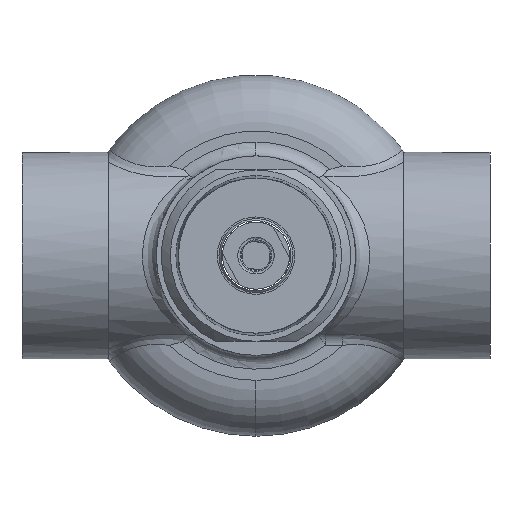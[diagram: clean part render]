
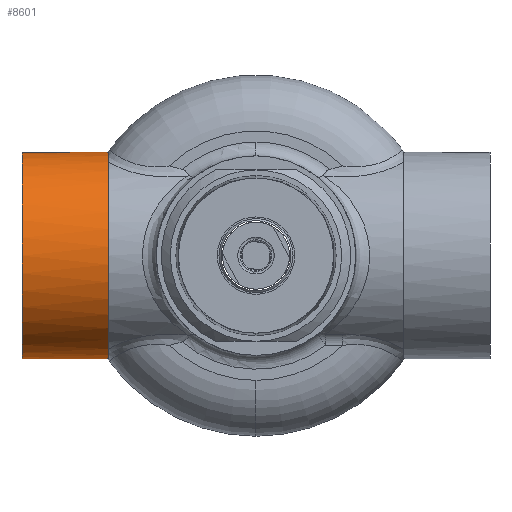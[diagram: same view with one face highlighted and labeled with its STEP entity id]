
A CAD part, front view. The second image highlights one B-rep face of the part: STEP entity #8601.
In plain terms, the highlighted cylindrical face has radius 38.1 mm (diameter 76.2 mm), a partial arc.
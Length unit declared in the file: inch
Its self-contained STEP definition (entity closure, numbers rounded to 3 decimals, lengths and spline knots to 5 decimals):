
#286 = VERTEX_POINT ( 'NONE', #8506 ) ;
#408 = CARTESIAN_POINT ( 'NONE',  ( -7.0762, -3.9397, -1.49778 ) ) ;
#760 = DIRECTION ( 'NONE',  ( 1., 0., 0. ) ) ;
#878 = ORIENTED_EDGE ( 'NONE', *, *, #2595, .T. ) ;
#906 = VERTEX_POINT ( 'NONE', #9033 ) ;
#919 = AXIS2_PLACEMENT_3D ( 'NONE', #10702, #8826, #5214 ) ;
#1015 = CIRCLE ( 'NONE', #11230, 1.5 ) ;
#1364 = EDGE_CURVE ( 'NONE', #4597, #9930, #6580, .T. ) ;
#1399 = ORIENTED_EDGE ( 'NONE', *, *, #4189, .T. ) ;
#1596 = CARTESIAN_POINT ( 'NONE',  ( -7.06895, -3.98687, 1.49331 ) ) ;
#2272 = VECTOR ( 'NONE', #10396, 39.37008 ) ;
#2534 = CYLINDRICAL_SURFACE ( 'NONE', #7374, 1.5 ) ;
#2595 = EDGE_CURVE ( 'NONE', #9930, #286, #7742, .T. ) ;
#3294 = CARTESIAN_POINT ( 'NONE',  ( -7.07972, -3.84537, 1.5 ) ) ;
#3703 = B_SPLINE_CURVE_WITH_KNOTS ( 'NONE', 3,
 ( #7762, #5282, #5222, #11562 ),
 .UNSPECIFIED., .F., .F.,
 ( 4, 4 ),
 ( 0., 0.00359 ),
 .UNSPECIFIED. ) ;
#3730 = VERTEX_POINT ( 'NONE', #1596 ) ;
#4189 = EDGE_CURVE ( 'NONE', #286, #906, #10646, .T. ) ;
#4597 = VERTEX_POINT ( 'NONE', #7315 ) ;
#4923 = CARTESIAN_POINT ( 'NONE',  ( -8.31895, -3.84537, 1.5 ) ) ;
#4997 = FACE_OUTER_BOUND ( 'NONE', #9074, .T. ) ;
#5058 = CARTESIAN_POINT ( 'NONE',  ( -7.07972, -3.84537, -1.5 ) ) ;
#5075 = VECTOR ( 'NONE', #8201, 39.37008 ) ;
#5214 = DIRECTION ( 'NONE',  ( 0., 0., -1. ) ) ;
#5222 = CARTESIAN_POINT ( 'NONE',  ( -7.07972, -3.89254, 1.5 ) ) ;
#5282 = CARTESIAN_POINT ( 'NONE',  ( -7.0762, -3.9397, 1.49778 ) ) ;
#5959 = EDGE_CURVE ( 'NONE', #4597, #8864, #11609, .T. ) ;
#6114 = ORIENTED_EDGE ( 'NONE', *, *, #5959, .F. ) ;
#6194 = CARTESIAN_POINT ( 'NONE',  ( -7.06895, -3.84537, 0. ) ) ;
#6489 = DIRECTION ( 'NONE',  ( 1., 0., 0. ) ) ;
#6580 = CIRCLE ( 'NONE', #919, 1.5 ) ;
#6704 = ORIENTED_EDGE ( 'NONE', *, *, #9578, .T. ) ;
#6964 = CARTESIAN_POINT ( 'NONE',  ( -7.06895, -3.98687, -1.49331 ) ) ;
#7068 = DIRECTION ( 'NONE',  ( 0., 0., -1. ) ) ;
#7277 = CARTESIAN_POINT ( 'NONE',  ( -7.07972, -3.89254, -1.5 ) ) ;
#7315 = CARTESIAN_POINT ( 'NONE',  ( -8.31895, -3.84537, 1.5 ) ) ;
#7374 = AXIS2_PLACEMENT_3D ( 'NONE', #8499, #6489, #9991 ) ;
#7742 = LINE ( 'NONE', #9043, #5075 ) ;
#7762 = CARTESIAN_POINT ( 'NONE',  ( -7.06895, -3.98687, 1.49331 ) ) ;
#8035 = CARTESIAN_POINT ( 'NONE',  ( -8.31895, -3.84537, -1.5 ) ) ;
#8201 = DIRECTION ( 'NONE',  ( 1., 0., 0. ) ) ;
#8499 = CARTESIAN_POINT ( 'NONE',  ( -8.31895, -3.84537, 0. ) ) ;
#8506 = CARTESIAN_POINT ( 'NONE',  ( -7.07972, -3.84537, -1.5 ) ) ;
#8601 = ADVANCED_FACE ( 'NONE', ( #4997 ), #2534, .T. ) ;
#8794 = ORIENTED_EDGE ( 'NONE', *, *, #11376, .F. ) ;
#8826 = DIRECTION ( 'NONE',  ( 1., 0., 0. ) ) ;
#8864 = VERTEX_POINT ( 'NONE', #3294 ) ;
#9033 = CARTESIAN_POINT ( 'NONE',  ( -7.06895, -3.98687, -1.49331 ) ) ;
#9043 = CARTESIAN_POINT ( 'NONE',  ( -8.31895, -3.84537, -1.5 ) ) ;
#9074 = EDGE_LOOP ( 'NONE', ( #6114, #10953, #878, #1399, #8794, #6704 ) ) ;
#9578 = EDGE_CURVE ( 'NONE', #3730, #8864, #3703, .T. ) ;
#9930 = VERTEX_POINT ( 'NONE', #8035 ) ;
#9991 = DIRECTION ( 'NONE',  ( 0., 0., -1. ) ) ;
#10396 = DIRECTION ( 'NONE',  ( 1., 0., 0. ) ) ;
#10646 = B_SPLINE_CURVE_WITH_KNOTS ( 'NONE', 3,
 ( #5058, #7277, #408, #6964 ),
 .UNSPECIFIED., .F., .F.,
 ( 4, 4 ),
 ( 0.00359, 0.00719 ),
 .UNSPECIFIED. ) ;
#10702 = CARTESIAN_POINT ( 'NONE',  ( -8.31895, -3.84537, 0. ) ) ;
#10953 = ORIENTED_EDGE ( 'NONE', *, *, #1364, .T. ) ;
#11230 = AXIS2_PLACEMENT_3D ( 'NONE', #6194, #760, #7068 ) ;
#11376 = EDGE_CURVE ( 'NONE', #3730, #906, #1015, .T. ) ;
#11562 = CARTESIAN_POINT ( 'NONE',  ( -7.07972, -3.84537, 1.5 ) ) ;
#11609 = LINE ( 'NONE', #4923, #2272 ) ;
